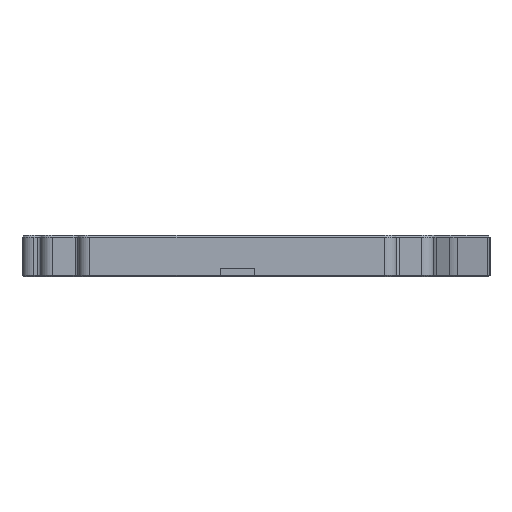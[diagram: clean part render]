
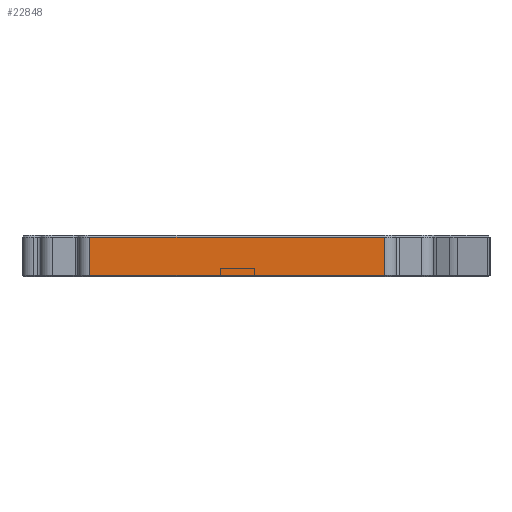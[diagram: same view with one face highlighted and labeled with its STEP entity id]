
A CAD part, left-side view. The second image highlights one B-rep face of the part: STEP entity #22848.
In plain terms, the highlighted planar face has unit normal (-1, 0, 0).
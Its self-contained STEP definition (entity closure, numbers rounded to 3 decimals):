
#1890=FACE_OUTER_BOUND('',#3299,.T.);
#3299=EDGE_LOOP('',(#20880,#20881,#20882,#20883));
#5397=LINE('',#34882,#7816);
#5884=LINE('',#36146,#8303);
#5888=LINE('',#36155,#8307);
#6552=LINE('',#38024,#8971);
#7816=VECTOR('',#28315,10.);
#8303=VECTOR('',#29326,10.);
#8307=VECTOR('',#29334,10.);
#8971=VECTOR('',#31404,1.);
#10083=VERTEX_POINT('',#34872);
#10085=VERTEX_POINT('',#34878);
#10601=VERTEX_POINT('',#36144);
#10604=VERTEX_POINT('',#36154);
#12797=EDGE_CURVE('',#10083,#10085,#5397,.T.);
#13429=EDGE_CURVE('',#10601,#10083,#5884,.T.);
#13433=EDGE_CURVE('',#10604,#10085,#5888,.T.);
#14354=EDGE_CURVE('',#10604,#10601,#6552,.T.);
#20880=ORIENTED_EDGE('',*,*,#12797,.F.);
#20881=ORIENTED_EDGE('',*,*,#13429,.F.);
#20882=ORIENTED_EDGE('',*,*,#14354,.F.);
#20883=ORIENTED_EDGE('',*,*,#13433,.T.);
#21643=PLANE('',#24927);
#22848=ADVANCED_FACE('',(#1890),#21643,.F.);
#24927=AXIS2_PLACEMENT_3D('',#38055,#31452,#31453);
#28315=DIRECTION('',(0.,-1.,0.));
#29326=DIRECTION('',(0.,0.,1.));
#29334=DIRECTION('',(0.,0.,1.));
#31404=DIRECTION('',(0.,1.,0.));
#31452=DIRECTION('center_axis',(1.,0.,0.));
#31453=DIRECTION('ref_axis',(0.,-1.,0.));
#34872=CARTESIAN_POINT('',(-40.5,85.,10.1));
#34878=CARTESIAN_POINT('',(-40.5,10.,10.1));
#34882=CARTESIAN_POINT('',(-40.5,65.791,10.1));
#36144=CARTESIAN_POINT('',(-40.5,85.,0.4));
#36146=CARTESIAN_POINT('',(-40.5,85.,7.8));
#36154=CARTESIAN_POINT('',(-40.5,10.,0.4));
#36155=CARTESIAN_POINT('',(-40.5,10.,7.8));
#38024=CARTESIAN_POINT('',(-40.5,10.,0.4));
#38055=CARTESIAN_POINT('Origin',(-40.5,85.,0.));
